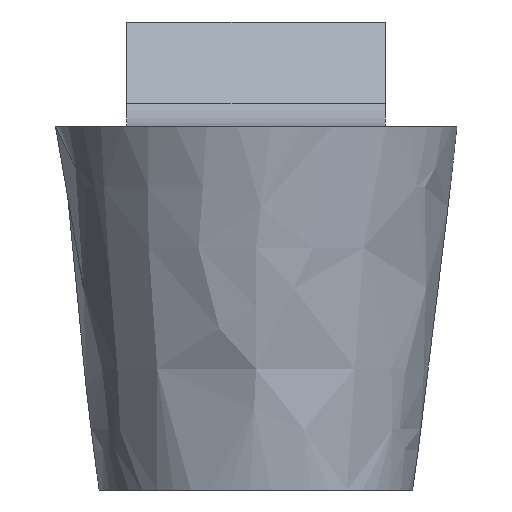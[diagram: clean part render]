
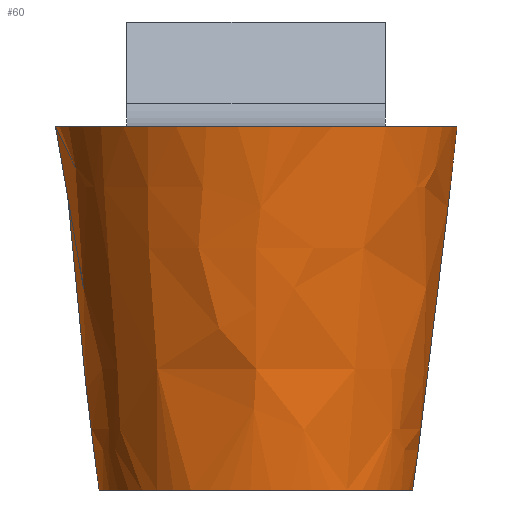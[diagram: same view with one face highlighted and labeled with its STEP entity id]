
A CAD part, front view. The second image highlights one B-rep face of the part: STEP entity #60.
In plain terms, the highlighted free-form (B-spline) face has degree [4, 3] with [11, 4] control points.
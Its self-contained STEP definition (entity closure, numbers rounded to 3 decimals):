
#36=(
BOUNDED_SURFACE()
B_SPLINE_SURFACE(4,3,((#731,#732,#733,#734),(#735,#736,#737,#738),(#739,
#740,#741,#742),(#743,#744,#745,#746),(#747,#748,#749,#750),(#751,#752,
#753,#754),(#755,#756,#757,#758),(#759,#760,#761,#762),(#763,#764,#765,
#766),(#767,#768,#769,#770),(#771,#772,#773,#774)),.UNSPECIFIED.,.F.,.F.,
 .F.)
B_SPLINE_SURFACE_WITH_KNOTS((5,3,3,5),(4,4),(0.,0.333,0.667,
1.),(0.,1.),.UNSPECIFIED.)
GEOMETRIC_REPRESENTATION_ITEM()
RATIONAL_B_SPLINE_SURFACE(((1.002,1.002,1.002,
1.002),(1.002,1.002,1.002,1.002),
(0.98,0.98,0.98,0.98),(1.002,
1.002,1.002,1.002),(1.002,1.002,
1.002,1.002),(0.98,0.98,0.98,
0.98),(1.002,1.002,1.002,1.002),
(1.002,1.002,1.002,1.002),(0.98,
0.98,0.98,0.98),(1.002,1.002,
1.002,1.002),(1.002,1.002,1.002,
1.002)))
REPRESENTATION_ITEM('')
SURFACE()
);
#39=(
BOUNDED_CURVE()
B_SPLINE_CURVE(3,(#725,#726,#727,#728),.UNSPECIFIED.,.F.,.F.)
B_SPLINE_CURVE_WITH_KNOTS((4,4),(0.,1.),.UNSPECIFIED.)
CURVE()
GEOMETRIC_REPRESENTATION_ITEM()
RATIONAL_B_SPLINE_CURVE((1.002,1.002,1.002,
1.002))
REPRESENTATION_ITEM('')
);
#60=ADVANCED_FACE('',(#93),#36,.F.);
#93=FACE_OUTER_BOUND('',#113,.T.);
#113=EDGE_LOOP('',(#214,#215,#216,#217));
#214=ORIENTED_EDGE('',*,*,#314,.F.);
#215=ORIENTED_EDGE('',*,*,#321,.T.);
#216=ORIENTED_EDGE('',*,*,#293,.F.);
#217=ORIENTED_EDGE('',*,*,#320,.F.);
#256=VERTEX_POINT('',#623);
#257=VERTEX_POINT('',#634);
#266=VERTEX_POINT('',#678);
#267=VERTEX_POINT('',#689);
#293=EDGE_CURVE('',#256,#257,#407,.T.);
#314=EDGE_CURVE('',#266,#267,#410,.T.);
#320=EDGE_CURVE('',#267,#256,#39,.T.);
#321=EDGE_CURVE('',#266,#257,#359,.T.);
#359=LINE('',#730,#396);
#396=VECTOR('',#545,1.);
#407=B_SPLINE_CURVE_WITH_KNOTS('',3,(#624,#625,#626,#627,#628,#629,#630,
#631,#632,#633),.UNSPECIFIED.,.F.,.F.,(4,2,2,2,4),(0.,0.25,0.5,0.75,1.),
 .UNSPECIFIED.);
#410=B_SPLINE_CURVE_WITH_KNOTS('',3,(#679,#680,#681,#682,#683,#684,#685,
#686,#687,#688),.UNSPECIFIED.,.F.,.F.,(4,2,2,2,4),(0.,0.25,0.5,0.75,1.),
 .UNSPECIFIED.);
#545=DIRECTION('',(0.118,-0.032,-0.993));
#623=CARTESIAN_POINT('',(1.882,2.604,-4.495));
#624=CARTESIAN_POINT('',(1.882,2.604,-4.495));
#625=CARTESIAN_POINT('',(2.031,2.046,-4.495));
#626=CARTESIAN_POINT('',(1.9,1.369,-4.495));
#627=CARTESIAN_POINT('',(1.174,0.437,-4.495));
#628=CARTESIAN_POINT('',(0.611,0.152,-4.495));
#629=CARTESIAN_POINT('',(-0.611,0.152,-4.495));
#630=CARTESIAN_POINT('',(-1.167,0.428,-4.495));
#631=CARTESIAN_POINT('',(-1.907,1.378,-4.495));
#632=CARTESIAN_POINT('',(-2.029,2.054,-4.495));
#633=CARTESIAN_POINT('',(-1.882,2.604,-4.495));
#634=CARTESIAN_POINT('',(-1.882,2.604,-4.495));
#678=CARTESIAN_POINT('',(-2.415,2.747,0.));
#679=CARTESIAN_POINT('',(-2.415,2.747,0.));
#680=CARTESIAN_POINT('',(-2.607,2.031,0.));
#681=CARTESIAN_POINT('',(-2.439,1.163,0.));
#682=CARTESIAN_POINT('',(-1.506,-0.036,0.));
#683=CARTESIAN_POINT('',(-0.785,-0.4,0.));
#684=CARTESIAN_POINT('',(0.785,-0.4,0.));
#685=CARTESIAN_POINT('',(1.497,-0.046,0.));
#686=CARTESIAN_POINT('',(2.448,1.174,0.));
#687=CARTESIAN_POINT('',(2.604,2.041,0.));
#688=CARTESIAN_POINT('',(2.415,2.747,0.));
#689=CARTESIAN_POINT('',(2.415,2.747,0.));
#725=CARTESIAN_POINT('',(2.415,2.747,0.));
#726=CARTESIAN_POINT('',(2.237,2.699,-1.498));
#727=CARTESIAN_POINT('',(2.059,2.652,-2.997));
#728=CARTESIAN_POINT('',(1.882,2.604,-4.495));
#730=CARTESIAN_POINT('',(-2.148,2.676,-2.248));
#731=CARTESIAN_POINT('',(-2.415,2.747,0.));
#732=CARTESIAN_POINT('',(-2.237,2.699,-1.498));
#733=CARTESIAN_POINT('',(-2.059,2.652,-2.997));
#734=CARTESIAN_POINT('',(-1.882,2.604,-4.495));
#735=CARTESIAN_POINT('',(-2.6,2.055,0.));
#736=CARTESIAN_POINT('',(-2.409,2.058,-1.498));
#737=CARTESIAN_POINT('',(-2.218,2.061,-2.997));
#738=CARTESIAN_POINT('',(-2.026,2.065,-4.495));
#739=CARTESIAN_POINT('',(-2.546,1.173,0.));
#740=CARTESIAN_POINT('',(-2.359,1.241,-1.498));
#741=CARTESIAN_POINT('',(-2.172,1.31,-2.997));
#742=CARTESIAN_POINT('',(-1.984,1.378,-4.495));
#743=CARTESIAN_POINT('',(-2.021,0.463,0.));
#744=CARTESIAN_POINT('',(-1.872,0.584,-1.498));
#745=CARTESIAN_POINT('',(-1.724,0.704,-2.997));
#746=CARTESIAN_POINT('',(-1.575,0.825,-4.495));
#747=CARTESIAN_POINT('',(-0.847,-0.359,0.));
#748=CARTESIAN_POINT('',(-0.784,-0.178,-1.498));
#749=CARTESIAN_POINT('',(-0.722,0.003,-2.997));
#750=CARTESIAN_POINT('',(-0.66,0.184,-4.495));
#751=CARTESIAN_POINT('',(0.,-0.61,0.));
#752=CARTESIAN_POINT('',(0.,-0.41,-1.498));
#753=CARTESIAN_POINT('',(0.,-0.211,-2.997));
#754=CARTESIAN_POINT('',(0.,-0.011,-4.495));
#755=CARTESIAN_POINT('',(0.847,-0.359,0.));
#756=CARTESIAN_POINT('',(0.784,-0.178,-1.498));
#757=CARTESIAN_POINT('',(0.722,0.003,-2.997));
#758=CARTESIAN_POINT('',(0.66,0.184,-4.495));
#759=CARTESIAN_POINT('',(2.021,0.463,0.));
#760=CARTESIAN_POINT('',(1.872,0.584,-1.498));
#761=CARTESIAN_POINT('',(1.724,0.704,-2.997));
#762=CARTESIAN_POINT('',(1.575,0.825,-4.495));
#763=CARTESIAN_POINT('',(2.546,1.173,0.));
#764=CARTESIAN_POINT('',(2.359,1.241,-1.498));
#765=CARTESIAN_POINT('',(2.172,1.31,-2.997));
#766=CARTESIAN_POINT('',(1.984,1.378,-4.495));
#767=CARTESIAN_POINT('',(2.6,2.055,0.));
#768=CARTESIAN_POINT('',(2.409,2.058,-1.498));
#769=CARTESIAN_POINT('',(2.218,2.061,-2.997));
#770=CARTESIAN_POINT('',(2.026,2.065,-4.495));
#771=CARTESIAN_POINT('',(2.415,2.747,0.));
#772=CARTESIAN_POINT('',(2.237,2.699,-1.498));
#773=CARTESIAN_POINT('',(2.059,2.652,-2.997));
#774=CARTESIAN_POINT('',(1.882,2.604,-4.495));
